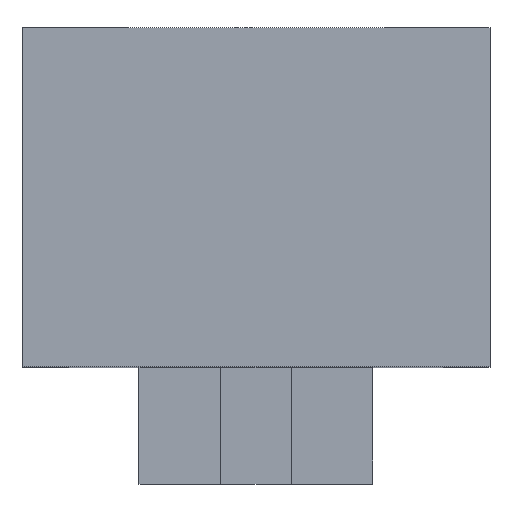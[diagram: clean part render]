
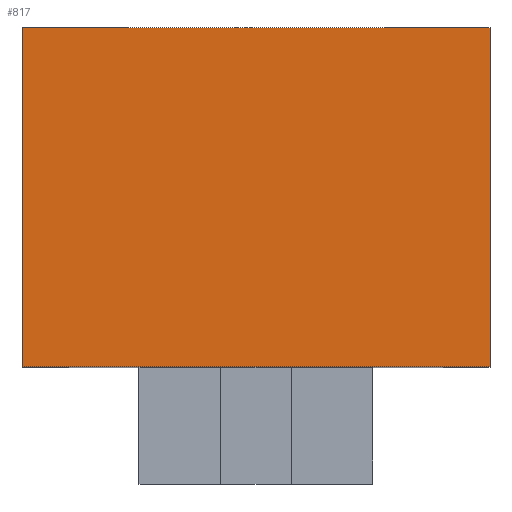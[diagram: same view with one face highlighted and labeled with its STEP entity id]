
A CAD part, top view. The second image highlights one B-rep face of the part: STEP entity #817.
In plain terms, the highlighted planar face has unit normal (0, 0, 1).
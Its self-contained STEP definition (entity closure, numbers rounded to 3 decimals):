
#87=FACE_OUTER_BOUND('',#133,.T.);
#133=EDGE_LOOP('',(#733,#734,#735,#736));
#167=LINE('',#1213,#261);
#212=LINE('',#1307,#306);
#216=LINE('',#1313,#310);
#228=LINE('',#1391,#322);
#261=VECTOR('',#957,10.);
#306=VECTOR('',#1038,10.);
#310=VECTOR('',#1044,10.);
#322=VECTOR('',#1112,10.);
#351=VERTEX_POINT('',#1210);
#352=VERTEX_POINT('',#1212);
#383=VERTEX_POINT('',#1305);
#384=VERTEX_POINT('',#1311);
#435=EDGE_CURVE('',#352,#351,#167,.T.);
#482=EDGE_CURVE('',#351,#383,#212,.T.);
#486=EDGE_CURVE('',#384,#383,#216,.T.);
#512=EDGE_CURVE('',#352,#384,#228,.T.);
#733=ORIENTED_EDGE('',*,*,#486,.F.);
#734=ORIENTED_EDGE('',*,*,#512,.F.);
#735=ORIENTED_EDGE('',*,*,#435,.T.);
#736=ORIENTED_EDGE('',*,*,#482,.T.);
#774=PLANE('',#899);
#817=ADVANCED_FACE('',(#87),#774,.T.);
#899=AXIS2_PLACEMENT_3D('',#1390,#1110,#1111);
#957=DIRECTION('',(1.,0.,0.));
#1038=DIRECTION('',(0.,1.,0.));
#1044=DIRECTION('',(1.,0.,0.));
#1110=DIRECTION('center_axis',(0.,0.,1.));
#1111=DIRECTION('ref_axis',(1.,0.,0.));
#1112=DIRECTION('',(0.,1.,0.));
#1210=CARTESIAN_POINT('',(10.,0.,-0.3));
#1212=CARTESIAN_POINT('',(-10.,0.,-0.3));
#1213=CARTESIAN_POINT('',(-10.,0.,-0.3));
#1305=CARTESIAN_POINT('',(10.,14.5,-0.3));
#1307=CARTESIAN_POINT('',(10.,0.,-0.3));
#1311=CARTESIAN_POINT('',(-10.,14.5,-0.3));
#1313=CARTESIAN_POINT('',(7.5,14.5,-0.3));
#1390=CARTESIAN_POINT('Origin',(-10.,0.,-0.3));
#1391=CARTESIAN_POINT('',(-10.,0.,-0.3));
